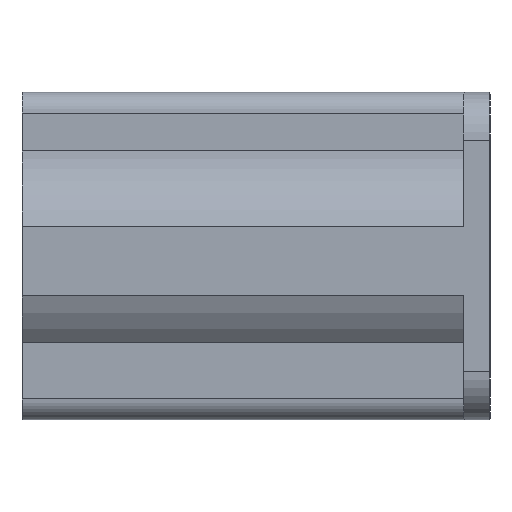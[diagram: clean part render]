
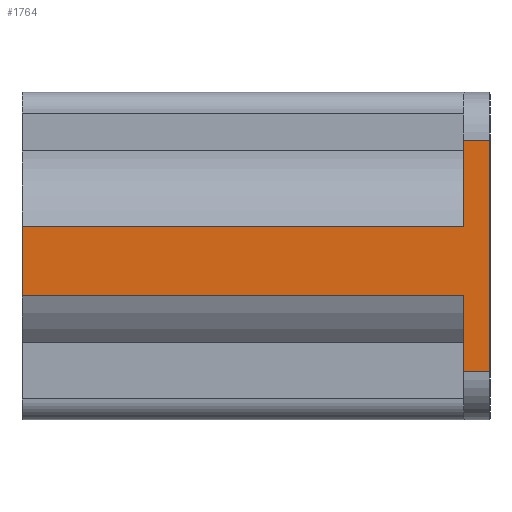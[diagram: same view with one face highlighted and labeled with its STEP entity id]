
A CAD part, left-side view. The second image highlights one B-rep face of the part: STEP entity #1764.
In plain terms, the highlighted planar face has unit normal (-1, 0, 0).
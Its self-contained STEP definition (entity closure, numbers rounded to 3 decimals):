
#250=ORIENTED_EDGE('',*,*,#776,.T.);
#251=ORIENTED_EDGE('',*,*,#777,.F.);
#252=ORIENTED_EDGE('',*,*,#710,.F.);
#253=ORIENTED_EDGE('',*,*,#778,.F.);
#254=ORIENTED_EDGE('',*,*,#779,.F.);
#255=ORIENTED_EDGE('',*,*,#780,.T.);
#256=ORIENTED_EDGE('',*,*,#771,.F.);
#257=ORIENTED_EDGE('',*,*,#781,.T.);
#710=EDGE_CURVE('',#977,#978,#1155,.T.);
#771=EDGE_CURVE('',#1030,#1031,#1184,.T.);
#776=EDGE_CURVE('',#1035,#1036,#1186,.T.);
#777=EDGE_CURVE('',#978,#1036,#1187,.T.);
#778=EDGE_CURVE('',#1037,#977,#1188,.T.);
#779=EDGE_CURVE('',#1038,#1037,#1189,.T.);
#780=EDGE_CURVE('',#1038,#1031,#1190,.T.);
#781=EDGE_CURVE('',#1030,#1035,#1191,.T.);
#977=VERTEX_POINT('',#2645);
#978=VERTEX_POINT('',#2647);
#1030=VERTEX_POINT('',#2772);
#1031=VERTEX_POINT('',#2773);
#1035=VERTEX_POINT('',#2783);
#1036=VERTEX_POINT('',#2784);
#1037=VERTEX_POINT('',#2787);
#1038=VERTEX_POINT('',#2789);
#1155=LINE('',#2646,#1335);
#1184=LINE('',#2771,#1364);
#1186=LINE('',#2782,#1366);
#1187=LINE('',#2785,#1367);
#1188=LINE('',#2786,#1368);
#1189=LINE('',#2788,#1369);
#1190=LINE('',#2790,#1370);
#1191=LINE('',#2791,#1371);
#1335=VECTOR('',#2082,1000.);
#1364=VECTOR('',#2199,1000.);
#1366=VECTOR('',#2209,1000.);
#1367=VECTOR('',#2210,1000.);
#1368=VECTOR('',#2211,1000.);
#1369=VECTOR('',#2212,1000.);
#1370=VECTOR('',#2213,1000.);
#1371=VECTOR('',#2214,1000.);
#1503=EDGE_LOOP('',(#250,#251,#252,#253,#254,#255,#256,#257));
#1605=FACE_BOUND('',#1503,.T.);
#1707=PLANE('',#1905);
#1764=ADVANCED_FACE('',(#1605),#1707,.F.);
#1905=AXIS2_PLACEMENT_3D('',#2781,#2207,#2208);
#2082=DIRECTION('',(0.,0.,1.));
#2199=DIRECTION('',(0.,0.,1.));
#2207=DIRECTION('',(1.,0.,0.));
#2208=DIRECTION('',(0.,0.,-1.));
#2209=DIRECTION('',(0.,0.,1.));
#2210=DIRECTION('',(0.,-1.,0.));
#2211=DIRECTION('',(0.,-1.,0.));
#2212=DIRECTION('',(0.,0.,1.));
#2213=DIRECTION('',(0.,-1.,0.));
#2214=DIRECTION('',(0.,-1.,0.));
#2645=CARTESIAN_POINT('',(-14.1,1.,1.334));
#2646=CARTESIAN_POINT('',(-14.1,1.,-4.25));
#2647=CARTESIAN_POINT('',(-14.1,1.,4.65));
#2771=CARTESIAN_POINT('',(-14.1,1.,-4.25));
#2772=CARTESIAN_POINT('',(-14.1,1.,-4.25));
#2773=CARTESIAN_POINT('',(-14.1,1.,-1.334));
#2781=CARTESIAN_POINT('',(-14.1,1.,-4.25));
#2782=CARTESIAN_POINT('',(-14.1,0.,-4.25));
#2783=CARTESIAN_POINT('',(-14.1,0.,-4.25));
#2784=CARTESIAN_POINT('',(-14.1,0.,4.65));
#2785=CARTESIAN_POINT('',(-14.1,1.,4.65));
#2786=CARTESIAN_POINT('',(-14.1,18.,1.334));
#2787=CARTESIAN_POINT('',(-14.1,18.,1.334));
#2788=CARTESIAN_POINT('',(-14.1,18.,-1.334));
#2789=CARTESIAN_POINT('',(-14.1,18.,-1.334));
#2790=CARTESIAN_POINT('',(-14.1,18.,-1.334));
#2791=CARTESIAN_POINT('',(-14.1,1.,-4.25));
